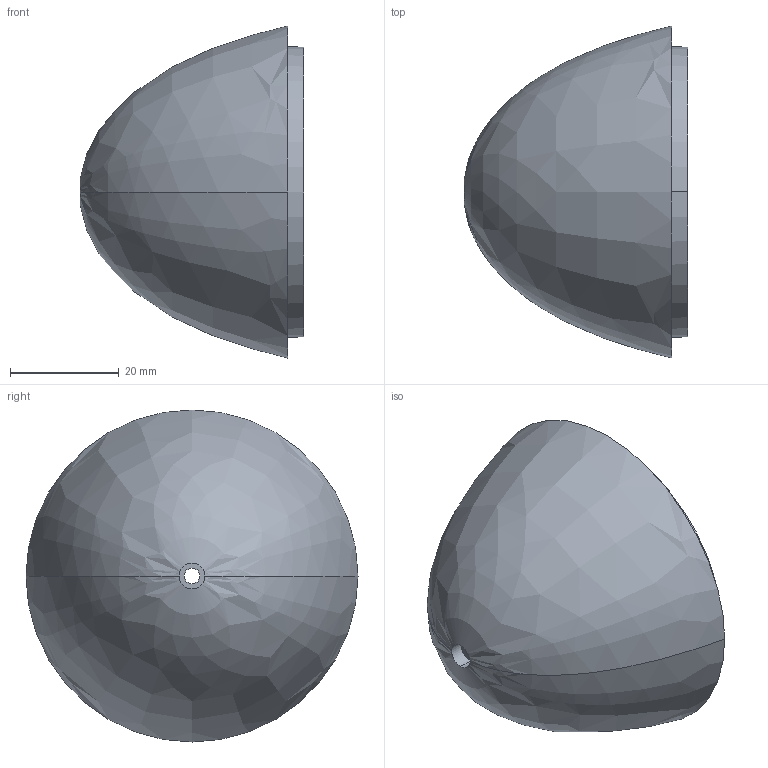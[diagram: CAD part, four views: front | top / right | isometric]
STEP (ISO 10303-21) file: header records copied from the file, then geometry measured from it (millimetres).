
FILE_DESCRIPTION (( 'STEP AP214' ), '1' );
FILE_NAME ('Block_2_spinner_125mm.STEP', '2022-08-16T03:14:39', ( '' ), ( '' ), 'SwSTEP 2.0', 'SolidWorks 2021', '' );
FILE_SCHEMA (( 'AUTOMOTIVE_DESIGN' ));
Length unit declared in the file: millimetre
Products named in the file (1): Block_2_spinner_125mm
Bounding box: 41.19 x 61.16 x 61.16 mm (x, y, z)
Volume: 8830 mm3; surface area: 14490.9 mm2
Topology: 1 solids, 1 shells, 24 faces, 54 edges, 34 vertices
Faces by surface type: cylinder 6, cone 6, bspline 4, torus 4, plane 4
Entity records: 884 total; most frequent: CARTESIAN_POINT 295, DIRECTION 130, ORIENTED_EDGE 108, AXIS2_PLACEMENT_3D 59, EDGE_CURVE 54, CIRCLE 38, VERTEX_POINT 34, EDGE_LOOP 28
